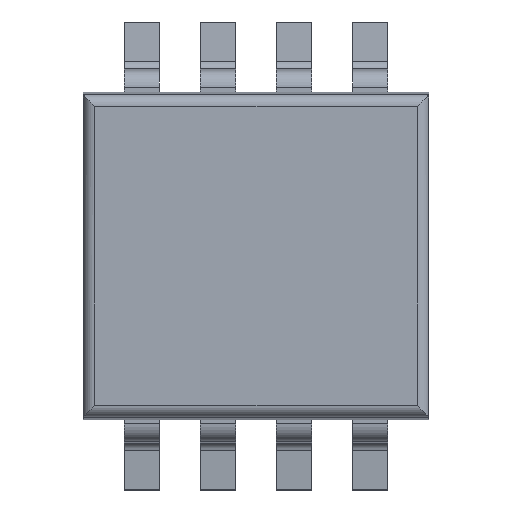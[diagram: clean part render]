
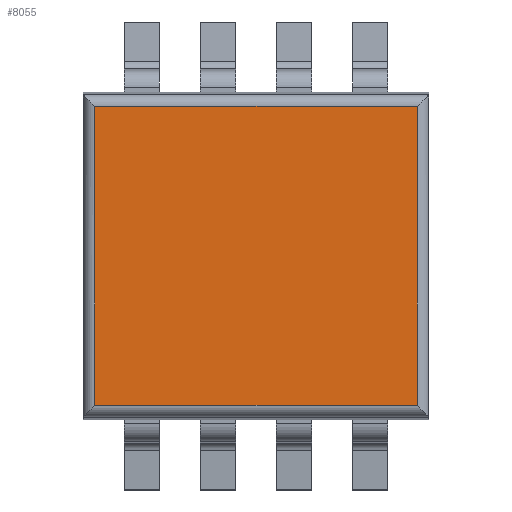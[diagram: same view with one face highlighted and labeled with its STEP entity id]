
A CAD part, top view. The second image highlights one B-rep face of the part: STEP entity #8055.
In plain terms, the highlighted planar face has unit normal (0, 0, 1).
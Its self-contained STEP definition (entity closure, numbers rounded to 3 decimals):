
#1084=LINE('',#13471,#2068);
#1085=LINE('',#13474,#2069);
#1086=LINE('',#13476,#2070);
#1087=LINE('',#13478,#2071);
#2068=VECTOR('',#11115,1000.);
#2069=VECTOR('',#11116,1000.);
#2070=VECTOR('',#11117,1000.);
#2071=VECTOR('',#11118,1000.);
#4306=ORIENTED_EDGE('',*,*,#5540,.F.);
#4307=ORIENTED_EDGE('',*,*,#5541,.T.);
#4308=ORIENTED_EDGE('',*,*,#5542,.T.);
#4309=ORIENTED_EDGE('',*,*,#5543,.F.);
#5540=EDGE_CURVE('',#6326,#6327,#1084,.T.);
#5541=EDGE_CURVE('',#6326,#6328,#1085,.T.);
#5542=EDGE_CURVE('',#6328,#6329,#1086,.T.);
#5543=EDGE_CURVE('',#6327,#6329,#1087,.T.);
#6326=VERTEX_POINT('',#13472);
#6327=VERTEX_POINT('',#13473);
#6328=VERTEX_POINT('',#13475);
#6329=VERTEX_POINT('',#13477);
#6901=EDGE_LOOP('',(#4306,#4307,#4308,#4309));
#7315=FACE_BOUND('',#6901,.T.);
#7653=PLANE('',#8993);
#8055=ADVANCED_FACE('',(#7315),#7653,.T.);
#8993=AXIS2_PLACEMENT_3D('',#13470,#11113,#11114);
#11113=DIRECTION('',(0.,0.,1.));
#11114=DIRECTION('',(1.,0.,0.));
#11115=DIRECTION('',(1.,0.,0.));
#11116=DIRECTION('',(0.,-1.,0.));
#11117=DIRECTION('',(1.,0.,0.));
#11118=DIRECTION('',(0.,-1.,0.));
#13470=CARTESIAN_POINT('',(0.,0.,0.));
#13471=CARTESIAN_POINT('',(-4.184,1.278,0.));
#13472=CARTESIAN_POINT('',(-1.378,1.278,0.));
#13473=CARTESIAN_POINT('',(1.378,1.278,0.));
#13474=CARTESIAN_POINT('',(-1.378,7.755,0.));
#13475=CARTESIAN_POINT('',(-1.378,-1.278,0.));
#13476=CARTESIAN_POINT('',(-4.184,-1.278,0.));
#13477=CARTESIAN_POINT('',(1.378,-1.278,0.));
#13478=CARTESIAN_POINT('',(1.378,7.755,0.));
